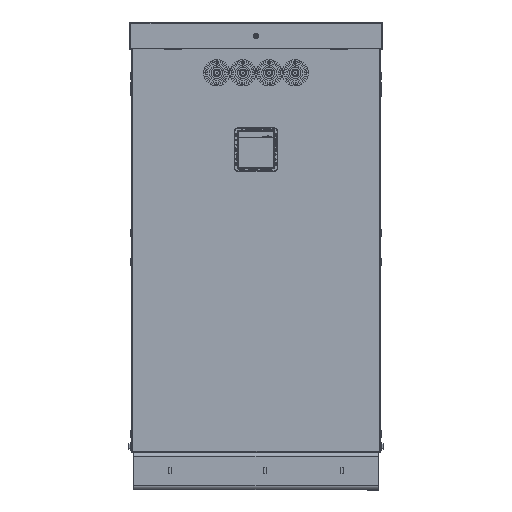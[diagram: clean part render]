
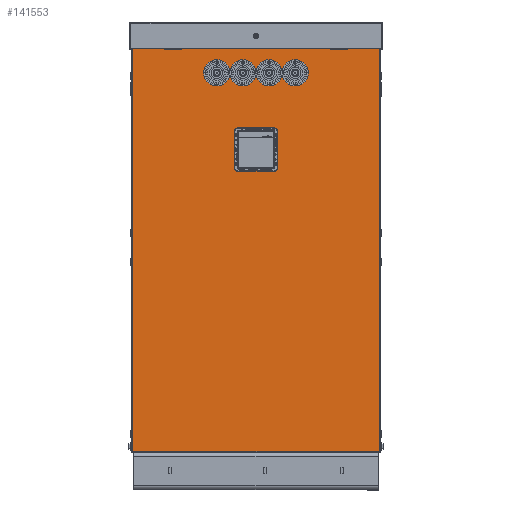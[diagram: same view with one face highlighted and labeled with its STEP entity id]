
A CAD part, top view. The second image highlights one B-rep face of the part: STEP entity #141553.
In plain terms, the highlighted planar face has unit normal (0, 0, 1).
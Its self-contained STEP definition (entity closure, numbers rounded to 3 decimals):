
#15275=FACE_BOUND('',#28344,.T.);
#15276=FACE_BOUND('',#28345,.T.);
#15277=FACE_BOUND('',#28346,.T.);
#15278=FACE_BOUND('',#28347,.T.);
#15279=FACE_BOUND('',#28348,.T.);
#15280=FACE_BOUND('',#28349,.T.);
#15281=FACE_BOUND('',#28350,.T.);
#15282=FACE_BOUND('',#28351,.T.);
#15283=FACE_BOUND('',#28352,.T.);
#15284=FACE_BOUND('',#28353,.T.);
#15285=FACE_BOUND('',#28354,.T.);
#15286=FACE_BOUND('',#28355,.T.);
#16834=CIRCLE('',#149568,2.5);
#16836=CIRCLE('',#149587,1.75);
#16838=CIRCLE('',#149590,1.75);
#16840=CIRCLE('',#149593,1.75);
#16842=CIRCLE('',#149596,1.75);
#16844=CIRCLE('',#149599,1.75);
#16846=CIRCLE('',#149602,31.);
#16848=CIRCLE('',#149605,31.);
#16850=CIRCLE('',#149608,31.);
#16852=CIRCLE('',#149611,31.);
#20255=FACE_OUTER_BOUND('',#28343,.T.);
#28343=EDGE_LOOP('',(#97713,#97714,#97715,#97716));
#28344=EDGE_LOOP('',(#97717));
#28345=EDGE_LOOP('',(#97718,#97719,#97720,#97721));
#28346=EDGE_LOOP('',(#97722,#97723,#97724,#97725));
#28347=EDGE_LOOP('',(#97726));
#28348=EDGE_LOOP('',(#97727));
#28349=EDGE_LOOP('',(#97728));
#28350=EDGE_LOOP('',(#97729));
#28351=EDGE_LOOP('',(#97730));
#28352=EDGE_LOOP('',(#97731));
#28353=EDGE_LOOP('',(#97732));
#28354=EDGE_LOOP('',(#97733));
#28355=EDGE_LOOP('',(#97734));
#37712=LINE('',#188996,#50679);
#37715=LINE('',#189002,#50682);
#37718=LINE('',#189008,#50685);
#37721=LINE('',#189012,#50688);
#37724=LINE('',#189020,#50691);
#37727=LINE('',#189026,#50694);
#37730=LINE('',#189032,#50697);
#37733=LINE('',#189036,#50700);
#37759=LINE('',#189202,#50726);
#37781=LINE('',#189254,#50748);
#37802=LINE('',#189304,#50769);
#37823=LINE('',#189353,#50790);
#50679=VECTOR('',#158625,10.);
#50682=VECTOR('',#158630,10.);
#50685=VECTOR('',#158635,10.);
#50688=VECTOR('',#158640,10.);
#50691=VECTOR('',#158645,10.);
#50694=VECTOR('',#158650,10.);
#50697=VECTOR('',#158655,10.);
#50700=VECTOR('',#158660,10.);
#50726=VECTOR('',#158838,10.);
#50748=VECTOR('',#158890,10.);
#50769=VECTOR('',#158941,10.);
#50790=VECTOR('',#158992,10.);
#63662=VERTEX_POINT('',#188985);
#63666=VERTEX_POINT('',#188993);
#63667=VERTEX_POINT('',#188995);
#63669=VERTEX_POINT('',#189001);
#63671=VERTEX_POINT('',#189007);
#63674=VERTEX_POINT('',#189017);
#63675=VERTEX_POINT('',#189019);
#63677=VERTEX_POINT('',#189025);
#63679=VERTEX_POINT('',#189031);
#63696=VERTEX_POINT('',#189086);
#63698=VERTEX_POINT('',#189091);
#63700=VERTEX_POINT('',#189096);
#63702=VERTEX_POINT('',#189101);
#63704=VERTEX_POINT('',#189106);
#63706=VERTEX_POINT('',#189111);
#63708=VERTEX_POINT('',#189116);
#63710=VERTEX_POINT('',#189121);
#63712=VERTEX_POINT('',#189126);
#63742=VERTEX_POINT('',#189199);
#63743=VERTEX_POINT('',#189201);
#63758=VERTEX_POINT('',#189252);
#63772=VERTEX_POINT('',#189302);
#77000=EDGE_CURVE('',#63662,#63662,#16834,.T.);
#77004=EDGE_CURVE('',#63667,#63666,#37712,.T.);
#77007=EDGE_CURVE('',#63669,#63667,#37715,.T.);
#77010=EDGE_CURVE('',#63671,#63669,#37718,.T.);
#77013=EDGE_CURVE('',#63666,#63671,#37721,.T.);
#77016=EDGE_CURVE('',#63675,#63674,#37724,.T.);
#77019=EDGE_CURVE('',#63677,#63675,#37727,.T.);
#77022=EDGE_CURVE('',#63679,#63677,#37730,.T.);
#77025=EDGE_CURVE('',#63674,#63679,#37733,.T.);
#77050=EDGE_CURVE('',#63696,#63696,#16836,.T.);
#77052=EDGE_CURVE('',#63698,#63698,#16838,.T.);
#77054=EDGE_CURVE('',#63700,#63700,#16840,.T.);
#77056=EDGE_CURVE('',#63702,#63702,#16842,.T.);
#77058=EDGE_CURVE('',#63704,#63704,#16844,.T.);
#77060=EDGE_CURVE('',#63706,#63706,#16846,.T.);
#77062=EDGE_CURVE('',#63708,#63708,#16848,.T.);
#77064=EDGE_CURVE('',#63710,#63710,#16850,.T.);
#77066=EDGE_CURVE('',#63712,#63712,#16852,.T.);
#77096=EDGE_CURVE('',#63743,#63742,#37759,.T.);
#77122=EDGE_CURVE('',#63742,#63758,#37781,.T.);
#77147=EDGE_CURVE('',#63758,#63772,#37802,.T.);
#77172=EDGE_CURVE('',#63772,#63743,#37823,.T.);
#97713=ORIENTED_EDGE('',*,*,#77096,.T.);
#97714=ORIENTED_EDGE('',*,*,#77122,.T.);
#97715=ORIENTED_EDGE('',*,*,#77147,.T.);
#97716=ORIENTED_EDGE('',*,*,#77172,.T.);
#97717=ORIENTED_EDGE('',*,*,#77000,.T.);
#97718=ORIENTED_EDGE('',*,*,#77004,.T.);
#97719=ORIENTED_EDGE('',*,*,#77013,.T.);
#97720=ORIENTED_EDGE('',*,*,#77010,.T.);
#97721=ORIENTED_EDGE('',*,*,#77007,.T.);
#97722=ORIENTED_EDGE('',*,*,#77016,.T.);
#97723=ORIENTED_EDGE('',*,*,#77025,.T.);
#97724=ORIENTED_EDGE('',*,*,#77022,.T.);
#97725=ORIENTED_EDGE('',*,*,#77019,.T.);
#97726=ORIENTED_EDGE('',*,*,#77050,.T.);
#97727=ORIENTED_EDGE('',*,*,#77052,.T.);
#97728=ORIENTED_EDGE('',*,*,#77054,.T.);
#97729=ORIENTED_EDGE('',*,*,#77056,.T.);
#97730=ORIENTED_EDGE('',*,*,#77058,.T.);
#97731=ORIENTED_EDGE('',*,*,#77060,.T.);
#97732=ORIENTED_EDGE('',*,*,#77062,.T.);
#97733=ORIENTED_EDGE('',*,*,#77064,.T.);
#97734=ORIENTED_EDGE('',*,*,#77066,.T.);
#137349=PLANE('',#149712);
#141553=ADVANCED_FACE('',(#20255,#15275,#15276,#15277,#15278,#15279,#15280,
#15281,#15282,#15283,#15284,#15285,#15286),#137349,.F.);
#149568=AXIS2_PLACEMENT_3D('',#188986,#158617,#158618);
#149587=AXIS2_PLACEMENT_3D('',#189087,#158703,#158704);
#149590=AXIS2_PLACEMENT_3D('',#189092,#158709,#158710);
#149593=AXIS2_PLACEMENT_3D('',#189097,#158715,#158716);
#149596=AXIS2_PLACEMENT_3D('',#189102,#158721,#158722);
#149599=AXIS2_PLACEMENT_3D('',#189107,#158727,#158728);
#149602=AXIS2_PLACEMENT_3D('',#189112,#158733,#158734);
#149605=AXIS2_PLACEMENT_3D('',#189117,#158739,#158740);
#149608=AXIS2_PLACEMENT_3D('',#189122,#158745,#158746);
#149611=AXIS2_PLACEMENT_3D('',#189127,#158751,#158752);
#149712=AXIS2_PLACEMENT_3D('',#189395,#159037,#159038);
#158617=DIRECTION('center_axis',(0.,0.,
-1.));
#158618=DIRECTION('ref_axis',(1.,0.,0.));
#158625=DIRECTION('',(0.,1.,0.));
#158630=DIRECTION('',(-1.,0.,0.));
#158635=DIRECTION('',(0.,-1.,0.));
#158640=DIRECTION('',(1.,0.,0.));
#158645=DIRECTION('',(0.,-1.,0.));
#158650=DIRECTION('',(1.,0.,0.));
#158655=DIRECTION('',(0.,1.,0.));
#158660=DIRECTION('',(-1.,0.,0.));
#158703=DIRECTION('center_axis',(0.,0.,
-1.));
#158704=DIRECTION('ref_axis',(1.,0.,0.));
#158709=DIRECTION('center_axis',(0.,0.,
-1.));
#158710=DIRECTION('ref_axis',(1.,0.,0.));
#158715=DIRECTION('center_axis',(0.,0.,
-1.));
#158716=DIRECTION('ref_axis',(1.,0.,0.));
#158721=DIRECTION('center_axis',(0.,0.,
-1.));
#158722=DIRECTION('ref_axis',(1.,0.,0.));
#158727=DIRECTION('center_axis',(0.,0.,
-1.));
#158728=DIRECTION('ref_axis',(1.,0.,0.));
#158733=DIRECTION('center_axis',(0.,0.,
-1.));
#158734=DIRECTION('ref_axis',(1.,0.,0.));
#158739=DIRECTION('center_axis',(0.,0.,
-1.));
#158740=DIRECTION('ref_axis',(1.,0.,0.));
#158745=DIRECTION('center_axis',(0.,0.,
-1.));
#158746=DIRECTION('ref_axis',(1.,0.,0.));
#158751=DIRECTION('center_axis',(0.,0.,
-1.));
#158752=DIRECTION('ref_axis',(1.,0.,0.));
#158838=DIRECTION('',(0.,1.,0.));
#158890=DIRECTION('',(-1.,0.,0.));
#158941=DIRECTION('',(0.,-1.,0.));
#158992=DIRECTION('',(1.,0.,0.));
#159037=DIRECTION('center_axis',(0.,0.,
-1.));
#159038=DIRECTION('ref_axis',(-1.,0.,0.));
#188985=CARTESIAN_POINT('',(335.,1113.064,960.));
#188986=CARTESIAN_POINT('Origin',(332.5,1113.064,960.));
#188993=CARTESIAN_POINT('',(86.5,1080.696,960.));
#188995=CARTESIAN_POINT('',(86.5,1076.696,960.));
#188996=CARTESIAN_POINT('',(86.5,827.114,960.));
#189001=CARTESIAN_POINT('',(133.5,1076.696,960.));
#189002=CARTESIAN_POINT('',(209.5,1076.696,960.));
#189007=CARTESIAN_POINT('',(133.5,1080.696,960.));
#189008=CARTESIAN_POINT('',(133.5,825.114,960.));
#189012=CARTESIAN_POINT('',(233.,1080.696,960.));
#189017=CARTESIAN_POINT('',(578.5,1076.696,960.));
#189019=CARTESIAN_POINT('',(578.5,1080.696,960.));
#189020=CARTESIAN_POINT('',(578.5,825.114,960.));
#189025=CARTESIAN_POINT('',(531.5,1080.696,960.));
#189026=CARTESIAN_POINT('',(455.5,1080.696,960.));
#189031=CARTESIAN_POINT('',(531.5,1076.696,960.));
#189032=CARTESIAN_POINT('',(531.5,827.114,960.));
#189036=CARTESIAN_POINT('',(432.,1076.696,960.));
#189086=CARTESIAN_POINT('',(388.25,770.064,960.));
#189087=CARTESIAN_POINT('Origin',(386.5,770.064,960.));
#189091=CARTESIAN_POINT('',(388.25,848.064,960.));
#189092=CARTESIAN_POINT('Origin',(386.5,848.064,960.));
#189096=CARTESIAN_POINT('',(334.25,755.064,960.));
#189097=CARTESIAN_POINT('Origin',(332.5,755.064,960.));
#189101=CARTESIAN_POINT('',(280.25,770.064,960.));
#189102=CARTESIAN_POINT('Origin',(278.5,770.064,960.));
#189106=CARTESIAN_POINT('',(280.25,848.064,960.));
#189107=CARTESIAN_POINT('Origin',(278.5,848.064,960.));
#189111=CARTESIAN_POINT('',(398.5,1014.564,960.));
#189112=CARTESIAN_POINT('Origin',(367.5,1014.564,960.));
#189116=CARTESIAN_POINT('',(468.5,1014.564,960.));
#189117=CARTESIAN_POINT('Origin',(437.5,1014.564,960.));
#189121=CARTESIAN_POINT('',(328.5,1014.564,960.));
#189122=CARTESIAN_POINT('Origin',(297.5,1014.564,960.));
#189126=CARTESIAN_POINT('',(258.5,1014.564,960.));
#189127=CARTESIAN_POINT('Origin',(227.5,1014.564,960.));
#189199=CARTESIAN_POINT('',(662.,1144.064,960.));
#189201=CARTESIAN_POINT('',(662.,3.,960.));
#189202=CARTESIAN_POINT('',(662.,288.266,960.));
#189252=CARTESIAN_POINT('',(3.,1144.064,960.));
#189254=CARTESIAN_POINT('',(497.25,1144.064,960.));
#189302=CARTESIAN_POINT('',(3.,3.,960.));
#189304=CARTESIAN_POINT('',(3.,858.798,960.));
#189353=CARTESIAN_POINT('',(167.75,3.,960.));
#189395=CARTESIAN_POINT('Origin',(332.5,573.532,960.));
